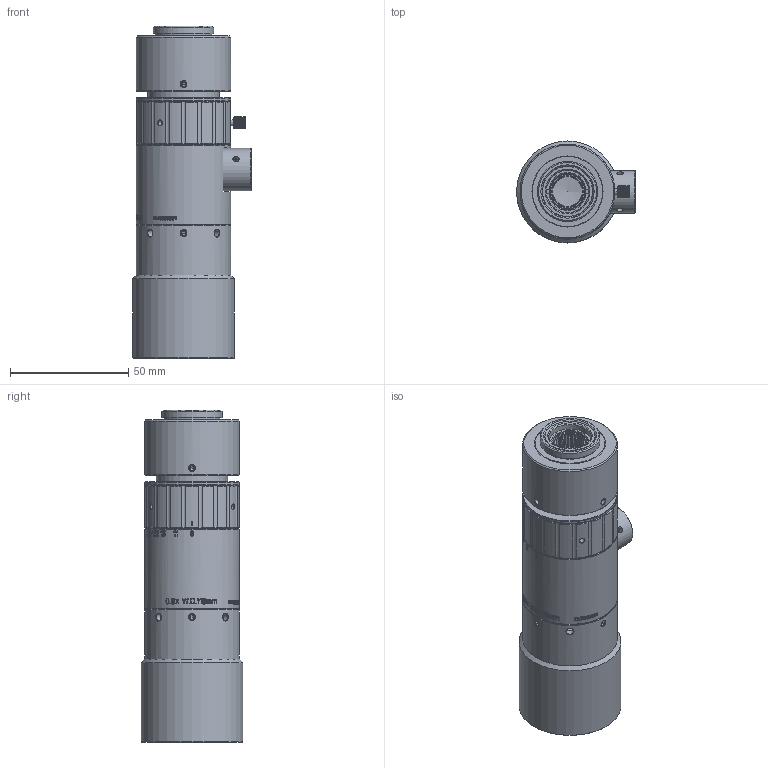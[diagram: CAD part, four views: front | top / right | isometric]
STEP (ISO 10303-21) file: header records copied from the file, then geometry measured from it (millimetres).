
FILE_DESCRIPTION( ('This file contains a STEP AP42 implementation' ,'as created by ZW3D STEP Interface translator.') ,'2;1' );
FILE_NAME( 'TC080110A1_20C_俋倛3D.stp' ,'24 4 7. 94034', (''), ('ZWCAD Software Co.'), 'Version 1.0', 'ZW3D to STEP translator', '' );
FILE_SCHEMA(('AUTOMOTIVE_DESIGN { 1 0 10303 214 1 1 1 1 }'));
Length unit declared in the file: millimetre
Products named in the file (1): 0
Bounding box: 50.15 x 43 x 140.1 mm (x, y, z)
Volume: 1997.4 mm3; surface area: 34512.3 mm2
Topology: 21 solids, 25 shells, 1188 faces, 2879 edges, 1811 vertices
Faces by surface type: plane 525, cylinder 274, bspline 223, cone 163, sphere 3
Full cylindrical faces by diameter (mm): 2.05 x2, 2.5 x12, 2.6 x6, 3 x4, 8 x1, 12.5 x1, 12.7 x1, 12.9 x1, 13.1 x1, 13.3 x1, 13.5 x2, 13.7 x1, 13.9 x1, 14 x2, 14.1 x1, 14.3 x1, 14.6 x1, 14.9 x1, 15.2 x1, 16 x3, 16.4 x1, 16.6 x1, 17.4 x1, 17.9 x2, 18 x1, 18.9 x1, 21.5 x2, 23.9 x1, 25.4 x1, 28 x1
Entity records: 41698 total; most frequent: CARTESIAN_POINT 14564, ORIENTED_EDGE 5726, DIRECTION 4603, EDGE_CURVE 2855, VERTEX_POINT 1811, AXIS2_PLACEMENT_3D 1600, VECTOR 1403, LINE 1403
